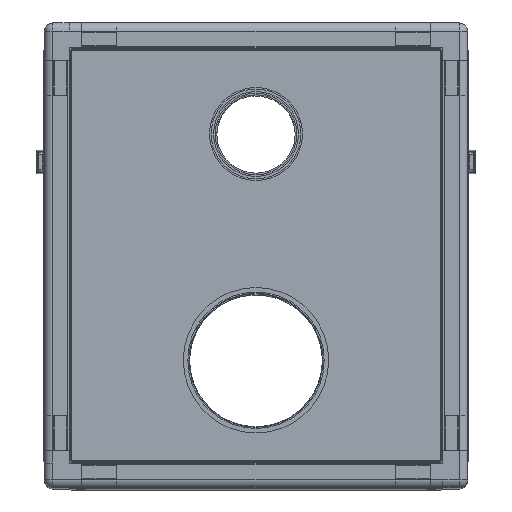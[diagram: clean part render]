
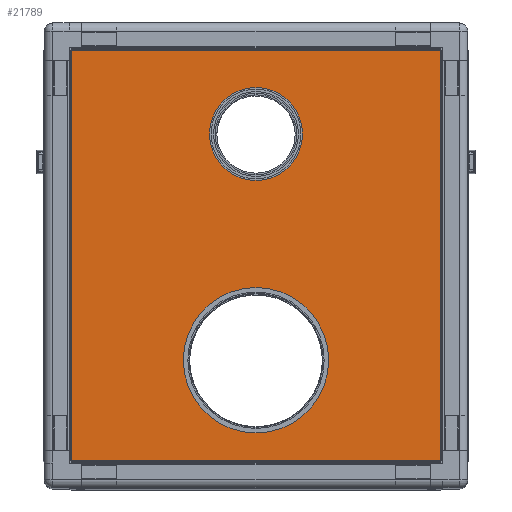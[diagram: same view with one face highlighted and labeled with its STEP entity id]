
A CAD part, top view. The second image highlights one B-rep face of the part: STEP entity #21789.
In plain terms, the highlighted planar face has unit normal (0, 0, 1).
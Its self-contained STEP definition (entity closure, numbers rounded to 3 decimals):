
#518 = FACE_BOUND ( 'NONE', #19309, .T. ) ;
#572 = CIRCLE ( 'NONE', #13099, 56. ) ;
#734 = CARTESIAN_POINT ( 'NONE',  ( 92.105, 34.189, 0. ) ) ;
#1033 = ORIENTED_EDGE ( 'NONE', *, *, #9530, .F. ) ;
#1229 = EDGE_CURVE ( 'NONE', #17291, #4496, #3459, .T. ) ;
#1622 = CARTESIAN_POINT ( 'NONE',  ( 92.105, 34.189, 0. ) ) ;
#1707 = AXIS2_PLACEMENT_3D ( 'NONE', #734, #20121, #4525 ) ;
#1788 = EDGE_CURVE ( 'NONE', #4445, #19138, #2796, .T. ) ;
#2394 = DIRECTION ( 'NONE',  ( 1., 0., 0. ) ) ;
#2458 = ORIENTED_EDGE ( 'NONE', *, *, #4226, .F. ) ;
#2669 = ORIENTED_EDGE ( 'NONE', *, *, #1788, .T. ) ;
#2716 = EDGE_CURVE ( 'NONE', #19138, #3882, #16585, .T. ) ;
#2796 = LINE ( 'NONE', #9719, #19757 ) ;
#3459 = CIRCLE ( 'NONE', #13726, 86. ) ;
#3882 = VERTEX_POINT ( 'NONE', #20508 ) ;
#4226 = EDGE_CURVE ( 'NONE', #4496, #17291, #19419, .T. ) ;
#4445 = VERTEX_POINT ( 'NONE', #14351 ) ;
#4496 = VERTEX_POINT ( 'NONE', #5717 ) ;
#4525 = DIRECTION ( 'NONE',  ( 1., 0., 0. ) ) ;
#4879 = AXIS2_PLACEMENT_3D ( 'NONE', #20293, #21390, #21510 ) ;
#5168 = CARTESIAN_POINT ( 'NONE',  ( 178.105, -238.338, 0. ) ) ;
#5616 = VECTOR ( 'NONE', #9193, 1000. ) ;
#5717 = CARTESIAN_POINT ( 'NONE',  ( 6.105, -238.338, 0. ) ) ;
#5729 = EDGE_LOOP ( 'NONE', ( #11901, #1033 ) ) ;
#5959 = DIRECTION ( 'NONE',  ( 0., 0., 1. ) ) ;
#6261 = DIRECTION ( 'NONE',  ( 0., -1., 0. ) ) ;
#6874 = AXIS2_PLACEMENT_3D ( 'NONE', #14821, #5959, #16673 ) ;
#7277 = DIRECTION ( 'NONE',  ( 1., 0., 0. ) ) ;
#7548 = CARTESIAN_POINT ( 'NONE',  ( 36.105, 34.189, 0. ) ) ;
#7557 = PLANE ( 'NONE',  #4879 ) ;
#7722 = DIRECTION ( 'NONE',  ( 0., 0., 1. ) ) ;
#8742 = CARTESIAN_POINT ( 'NONE',  ( 148.105, 34.189, 0. ) ) ;
#8865 = EDGE_CURVE ( 'NONE', #16640, #17658, #20856, .T. ) ;
#8940 = ORIENTED_EDGE ( 'NONE', *, *, #21351, .T. ) ;
#9193 = DIRECTION ( 'NONE',  ( -1., 0., 0. ) ) ;
#9530 = EDGE_CURVE ( 'NONE', #17658, #16640, #572, .T. ) ;
#9719 = CARTESIAN_POINT ( 'NONE',  ( -130.158, -359.338, 0. ) ) ;
#9794 = FACE_OUTER_BOUND ( 'NONE', #10310, .T. ) ;
#9939 = ORIENTED_EDGE ( 'NONE', *, *, #1229, .F. ) ;
#10310 = EDGE_LOOP ( 'NONE', ( #17370, #2669, #12661, #8940 ) ) ;
#11128 = CARTESIAN_POINT ( 'NONE',  ( 314.368, -359.338, 0. ) ) ;
#11259 = DIRECTION ( 'NONE',  ( 0., 0., 1. ) ) ;
#11667 = DIRECTION ( 'NONE',  ( 1., 0., 0. ) ) ;
#11901 = ORIENTED_EDGE ( 'NONE', *, *, #8865, .F. ) ;
#12659 = CARTESIAN_POINT ( 'NONE',  ( -130.158, 135.189, 0. ) ) ;
#12661 = ORIENTED_EDGE ( 'NONE', *, *, #2716, .T. ) ;
#12753 = CARTESIAN_POINT ( 'NONE',  ( 92.105, -238.338, 0. ) ) ;
#12967 = LINE ( 'NONE', #14595, #5616 ) ;
#13002 = CARTESIAN_POINT ( 'NONE',  ( 314.368, -359.338, 0. ) ) ;
#13099 = AXIS2_PLACEMENT_3D ( 'NONE', #1622, #7722, #7277 ) ;
#13726 = AXIS2_PLACEMENT_3D ( 'NONE', #12753, #11259, #2394 ) ;
#14338 = FACE_BOUND ( 'NONE', #5729, .T. ) ;
#14351 = CARTESIAN_POINT ( 'NONE',  ( -130.158, -359.338, 0. ) ) ;
#14595 = CARTESIAN_POINT ( 'NONE',  ( 314.368, 135.189, 0. ) ) ;
#14821 = CARTESIAN_POINT ( 'NONE',  ( 92.105, -238.338, 0. ) ) ;
#16585 = LINE ( 'NONE', #13002, #17043 ) ;
#16640 = VERTEX_POINT ( 'NONE', #7548 ) ;
#16673 = DIRECTION ( 'NONE',  ( 1., 0., 0. ) ) ;
#16680 = VECTOR ( 'NONE', #6261, 1000. ) ;
#16762 = LINE ( 'NONE', #22063, #16680 ) ;
#17043 = VECTOR ( 'NONE', #20060, 1000. ) ;
#17291 = VERTEX_POINT ( 'NONE', #5168 ) ;
#17294 = VERTEX_POINT ( 'NONE', #12659 ) ;
#17370 = ORIENTED_EDGE ( 'NONE', *, *, #22521, .T. ) ;
#17658 = VERTEX_POINT ( 'NONE', #8742 ) ;
#19138 = VERTEX_POINT ( 'NONE', #11128 ) ;
#19309 = EDGE_LOOP ( 'NONE', ( #2458, #9939 ) ) ;
#19419 = CIRCLE ( 'NONE', #6874, 86. ) ;
#19757 = VECTOR ( 'NONE', #11667, 1000. ) ;
#20060 = DIRECTION ( 'NONE',  ( 0., 1., 0. ) ) ;
#20121 = DIRECTION ( 'NONE',  ( 0., 0., 1. ) ) ;
#20293 = CARTESIAN_POINT ( 'NONE',  ( 0., 0., 0. ) ) ;
#20508 = CARTESIAN_POINT ( 'NONE',  ( 314.368, 135.189, 0. ) ) ;
#20856 = CIRCLE ( 'NONE', #1707, 56. ) ;
#21351 = EDGE_CURVE ( 'NONE', #3882, #17294, #12967, .T. ) ;
#21390 = DIRECTION ( 'NONE',  ( 0., 0., 1. ) ) ;
#21510 = DIRECTION ( 'NONE',  ( 1., 0., 0. ) ) ;
#21789 = ADVANCED_FACE ( 'NONE', ( #518, #14338, #9794 ), #7557, .T. ) ;
#22063 = CARTESIAN_POINT ( 'NONE',  ( -130.158, 135.189, 0. ) ) ;
#22521 = EDGE_CURVE ( 'NONE', #17294, #4445, #16762, .T. ) ;
